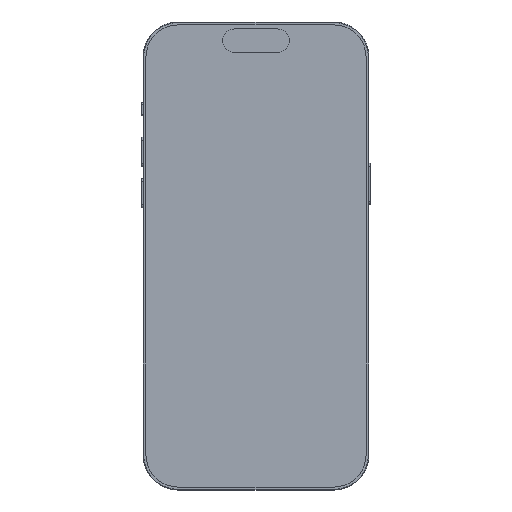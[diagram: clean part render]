
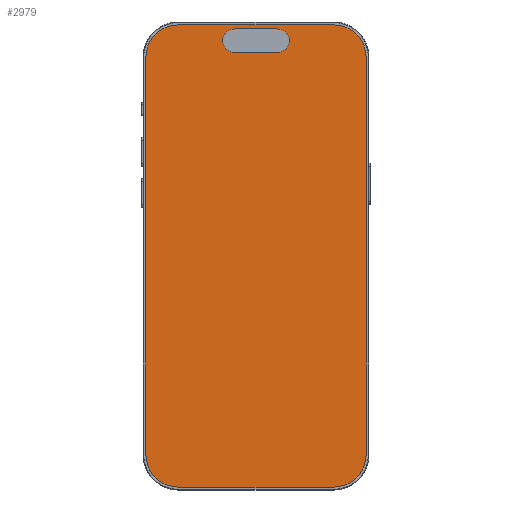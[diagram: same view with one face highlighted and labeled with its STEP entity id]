
A CAD part, top view. The second image highlights one B-rep face of the part: STEP entity #2979.
In plain terms, the highlighted planar face has unit normal (0, 0, 1).
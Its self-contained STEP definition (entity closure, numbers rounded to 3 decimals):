
#142 = CARTESIAN_POINT ( 'NONE',  ( 26.79, 68.35, 0. ) ) ;
#371 = DIRECTION ( 'NONE',  ( 0., 0., 1. ) ) ;
#487 = DIRECTION ( 'NONE',  ( 1., 0., 0. ) ) ;
#678 = CARTESIAN_POINT ( 'NONE',  ( 7.5, 73.95, 0. ) ) ;
#825 = PLANE ( 'NONE',  #2947 ) ;
#1070 = EDGE_CURVE ( 'NONE', #9346, #6323, #4091, .T. ) ;
#1107 = DIRECTION ( 'NONE',  ( 1., 0., 0. ) ) ;
#1185 = DIRECTION ( 'NONE',  ( -1., 0., 0. ) ) ;
#1429 = CARTESIAN_POINT ( 'NONE',  ( 26.79, 79.35, 0. ) ) ;
#1456 = ORIENTED_EDGE ( 'NONE', *, *, #10258, .T. ) ;
#1468 = ORIENTED_EDGE ( 'NONE', *, *, #7575, .T. ) ;
#1631 = DIRECTION ( 'NONE',  ( 1., 0., 0. ) ) ;
#1819 = AXIS2_PLACEMENT_3D ( 'NONE', #1940, #6928, #9471 ) ;
#1869 = EDGE_CURVE ( 'NONE', #9542, #3993, #3661, .T. ) ;
#1940 = CARTESIAN_POINT ( 'NONE',  ( 26.79, 68.35, 0. ) ) ;
#1997 = CARTESIAN_POINT ( 'NONE',  ( -37.79, -68.35, 0. ) ) ;
#1999 = DIRECTION ( 'NONE',  ( 0., 1., 0. ) ) ;
#2079 = LINE ( 'NONE', #6347, #10477 ) ;
#2342 = VERTEX_POINT ( 'NONE', #10815 ) ;
#2511 = EDGE_CURVE ( 'NONE', #4864, #9346, #9093, .T. ) ;
#2807 = ORIENTED_EDGE ( 'NONE', *, *, #10428, .F. ) ;
#2837 = CARTESIAN_POINT ( 'NONE',  ( 37.79, -68.35, 0. ) ) ;
#2842 = AXIS2_PLACEMENT_3D ( 'NONE', #3544, #7016, #4569 ) ;
#2865 = CARTESIAN_POINT ( 'NONE',  ( -26.79, -79.35, 0. ) ) ;
#2947 = AXIS2_PLACEMENT_3D ( 'NONE', #142, #6884, #5156 ) ;
#2979 = ADVANCED_FACE ( 'NONE', ( #8617, #6936 ), #825, .T. ) ;
#3219 = LINE ( 'NONE', #1429, #4706 ) ;
#3255 = EDGE_CURVE ( 'NONE', #3654, #11107, #5451, .T. ) ;
#3304 = ORIENTED_EDGE ( 'NONE', *, *, #1869, .T. ) ;
#3344 = AXIS2_PLACEMENT_3D ( 'NONE', #678, #5781, #1631 ) ;
#3480 = AXIS2_PLACEMENT_3D ( 'NONE', #7881, #371, #8905 ) ;
#3544 = CARTESIAN_POINT ( 'NONE',  ( 26.79, -68.35, 0. ) ) ;
#3654 = VERTEX_POINT ( 'NONE', #1997 ) ;
#3661 = CIRCLE ( 'NONE', #3480, 11. ) ;
#3747 = LINE ( 'NONE', #10733, #8020 ) ;
#3993 = VERTEX_POINT ( 'NONE', #8886 ) ;
#4091 = CIRCLE ( 'NONE', #5530, 4. ) ;
#4331 = VERTEX_POINT ( 'NONE', #6042 ) ;
#4391 = ORIENTED_EDGE ( 'NONE', *, *, #1070, .F. ) ;
#4508 = EDGE_CURVE ( 'NONE', #10354, #2342, #5620, .T. ) ;
#4569 = DIRECTION ( 'NONE',  ( 1., 0., 0. ) ) ;
#4676 = EDGE_LOOP ( 'NONE', ( #9029, #6595, #4391, #6189, #2807 ) ) ;
#4706 = VECTOR ( 'NONE', #5701, 1000. ) ;
#4818 = CARTESIAN_POINT ( 'NONE',  ( 7.5, 77.95, 0. ) ) ;
#4864 = VERTEX_POINT ( 'NONE', #9231 ) ;
#4884 = EDGE_LOOP ( 'NONE', ( #1468, #5729, #3304, #1456, #7902, #8959, #8676, #8306 ) ) ;
#5014 = DIRECTION ( 'NONE',  ( 1., 0., 0. ) ) ;
#5064 = CARTESIAN_POINT ( 'NONE',  ( 26.79, 79.35, 0. ) ) ;
#5156 = DIRECTION ( 'NONE',  ( 1., 0., 0. ) ) ;
#5451 = CIRCLE ( 'NONE', #6686, 11. ) ;
#5454 = DIRECTION ( 'NONE',  ( 1., 0., 0. ) ) ;
#5530 = AXIS2_PLACEMENT_3D ( 'NONE', #7836, #9609, #5454 ) ;
#5620 = CIRCLE ( 'NONE', #6337, 4. ) ;
#5637 = VERTEX_POINT ( 'NONE', #5064 ) ;
#5701 = DIRECTION ( 'NONE',  ( -1., 0., 0. ) ) ;
#5729 = ORIENTED_EDGE ( 'NONE', *, *, #7935, .T. ) ;
#5781 = DIRECTION ( 'NONE',  ( 0., 0., 1. ) ) ;
#5815 = CARTESIAN_POINT ( 'NONE',  ( -26.79, -68.35, 0. ) ) ;
#5930 = LINE ( 'NONE', #9311, #7116 ) ;
#5938 = EDGE_CURVE ( 'NONE', #6323, #10354, #2079, .T. ) ;
#6042 = CARTESIAN_POINT ( 'NONE',  ( 26.79, -79.35, 0. ) ) ;
#6096 = CARTESIAN_POINT ( 'NONE',  ( -7.5, 77.95, 0. ) ) ;
#6189 = ORIENTED_EDGE ( 'NONE', *, *, #2511, .F. ) ;
#6255 = CARTESIAN_POINT ( 'NONE',  ( -26.79, 79.35, 0. ) ) ;
#6323 = VERTEX_POINT ( 'NONE', #4818 ) ;
#6337 = AXIS2_PLACEMENT_3D ( 'NONE', #8109, #7106, #1107 ) ;
#6347 = CARTESIAN_POINT ( 'NONE',  ( -7.5, 77.95, 0. ) ) ;
#6442 = DIRECTION ( 'NONE',  ( 1., 0., 0. ) ) ;
#6595 = ORIENTED_EDGE ( 'NONE', *, *, #5938, .F. ) ;
#6599 = DIRECTION ( 'NONE',  ( 0., 0., 1. ) ) ;
#6620 = EDGE_CURVE ( 'NONE', #7357, #9624, #9759, .T. ) ;
#6686 = AXIS2_PLACEMENT_3D ( 'NONE', #5815, #6599, #487 ) ;
#6688 = CARTESIAN_POINT ( 'NONE',  ( -26.79, -79.35, 0. ) ) ;
#6884 = DIRECTION ( 'NONE',  ( 0., 0., 1. ) ) ;
#6928 = DIRECTION ( 'NONE',  ( 0., 0., 1. ) ) ;
#6936 = FACE_OUTER_BOUND ( 'NONE', #4884, .T. ) ;
#7016 = DIRECTION ( 'NONE',  ( 0., 0., 1. ) ) ;
#7028 = VECTOR ( 'NONE', #1999, 1000. ) ;
#7079 = EDGE_CURVE ( 'NONE', #11107, #4331, #10769, .T. ) ;
#7106 = DIRECTION ( 'NONE',  ( 0., 0., 1. ) ) ;
#7116 = VECTOR ( 'NONE', #9362, 1000. ) ;
#7195 = CIRCLE ( 'NONE', #1819, 11. ) ;
#7357 = VERTEX_POINT ( 'NONE', #10627 ) ;
#7575 = EDGE_CURVE ( 'NONE', #9624, #5637, #7195, .T. ) ;
#7836 = CARTESIAN_POINT ( 'NONE',  ( 7.5, 73.95, 0. ) ) ;
#7881 = CARTESIAN_POINT ( 'NONE',  ( -26.79, 68.35, 0. ) ) ;
#7902 = ORIENTED_EDGE ( 'NONE', *, *, #3255, .T. ) ;
#7935 = EDGE_CURVE ( 'NONE', #5637, #9542, #3219, .T. ) ;
#7984 = CARTESIAN_POINT ( 'NONE',  ( 37.79, 68.35, 0. ) ) ;
#8020 = VECTOR ( 'NONE', #6442, 1000. ) ;
#8109 = CARTESIAN_POINT ( 'NONE',  ( -7.5, 73.95, 0. ) ) ;
#8306 = ORIENTED_EDGE ( 'NONE', *, *, #6620, .T. ) ;
#8617 = FACE_BOUND ( 'NONE', #4676, .T. ) ;
#8676 = ORIENTED_EDGE ( 'NONE', *, *, #8899, .T. ) ;
#8886 = CARTESIAN_POINT ( 'NONE',  ( -37.79, 68.35, 0. ) ) ;
#8899 = EDGE_CURVE ( 'NONE', #4331, #7357, #10213, .T. ) ;
#8905 = DIRECTION ( 'NONE',  ( 1., 0., 0. ) ) ;
#8959 = ORIENTED_EDGE ( 'NONE', *, *, #7079, .T. ) ;
#9029 = ORIENTED_EDGE ( 'NONE', *, *, #4508, .F. ) ;
#9093 = CIRCLE ( 'NONE', #3344, 4. ) ;
#9231 = CARTESIAN_POINT ( 'NONE',  ( 7.5, 69.95, 0. ) ) ;
#9311 = CARTESIAN_POINT ( 'NONE',  ( -37.79, 68.35, 0. ) ) ;
#9346 = VERTEX_POINT ( 'NONE', #9784 ) ;
#9362 = DIRECTION ( 'NONE',  ( 0., -1., 0. ) ) ;
#9471 = DIRECTION ( 'NONE',  ( 1., 0., 0. ) ) ;
#9542 = VERTEX_POINT ( 'NONE', #6255 ) ;
#9609 = DIRECTION ( 'NONE',  ( 0., 0., 1. ) ) ;
#9624 = VERTEX_POINT ( 'NONE', #7984 ) ;
#9759 = LINE ( 'NONE', #2837, #7028 ) ;
#9784 = CARTESIAN_POINT ( 'NONE',  ( 11.5, 73.95, 0. ) ) ;
#10213 = CIRCLE ( 'NONE', #2842, 11. ) ;
#10258 = EDGE_CURVE ( 'NONE', #3993, #3654, #5930, .T. ) ;
#10354 = VERTEX_POINT ( 'NONE', #6096 ) ;
#10428 = EDGE_CURVE ( 'NONE', #2342, #4864, #3747, .T. ) ;
#10477 = VECTOR ( 'NONE', #1185, 1000. ) ;
#10627 = CARTESIAN_POINT ( 'NONE',  ( 37.79, -68.35, 0. ) ) ;
#10733 = CARTESIAN_POINT ( 'NONE',  ( -7.5, 69.95, 0. ) ) ;
#10769 = LINE ( 'NONE', #6688, #11010 ) ;
#10815 = CARTESIAN_POINT ( 'NONE',  ( -7.5, 69.95, 0. ) ) ;
#11010 = VECTOR ( 'NONE', #5014, 1000. ) ;
#11107 = VERTEX_POINT ( 'NONE', #2865 ) ;
